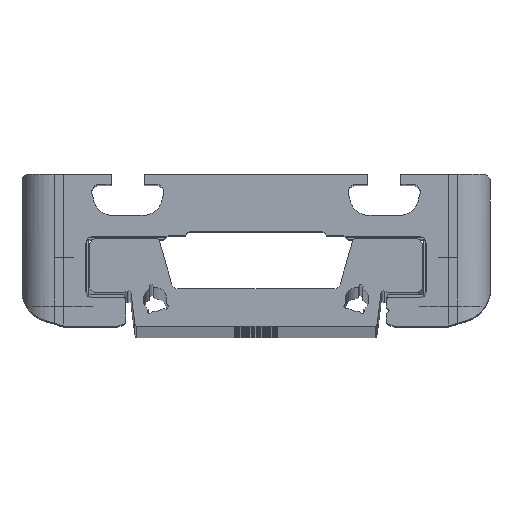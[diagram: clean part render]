
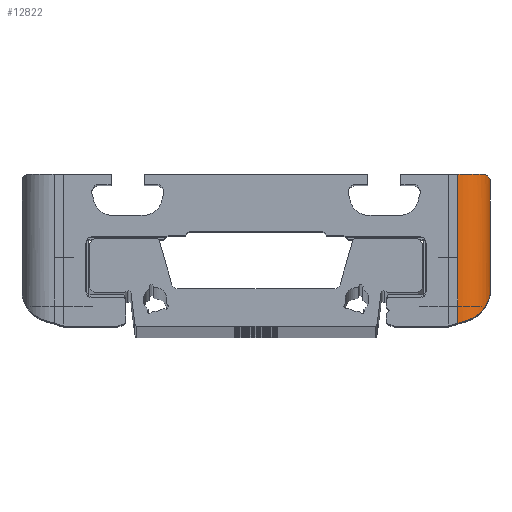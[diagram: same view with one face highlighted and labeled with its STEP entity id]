
A CAD part, top view. The second image highlights one B-rep face of the part: STEP entity #12822.
In plain terms, the highlighted cylindrical face has radius 5 mm (diameter 10 mm), a partial arc.
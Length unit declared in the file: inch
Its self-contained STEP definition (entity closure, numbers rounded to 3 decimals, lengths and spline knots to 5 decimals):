
#330 =( BOUNDED_CURVE ( )  B_SPLINE_CURVE ( 3, ( #8850, #1968, #11012, #4388 ),
 .UNSPECIFIED., .F., .F. ) 
 B_SPLINE_CURVE_WITH_KNOTS ( ( 4, 4 ),
 ( 6.15088, 6.28319 ),
 .UNSPECIFIED. ) 
 CURVE ( )  GEOMETRIC_REPRESENTATION_ITEM ( )  RATIONAL_B_SPLINE_CURVE ( ( 1., 0.999, 0.999, 1. ) ) 
 REPRESENTATION_ITEM ( '' )  );
#506 = CARTESIAN_POINT ( 'NONE',  ( 1.40739, 0.93978, -0.09294 ) ) ;
#713 = CARTESIAN_POINT ( 'NONE',  ( 1.24016, 0.02768, 0. ) ) ;
#973 = VECTOR ( 'NONE', #7525, 39.37008 ) ;
#1236 = DIRECTION ( 'NONE',  ( 0., -1., 0. ) ) ;
#1356 = CARTESIAN_POINT ( 'NONE',  ( 1.43701, 0.90748, -0.19685 ) ) ;
#1499 = CARTESIAN_POINT ( 'NONE',  ( 1.27902, 0.03956, -0.00289 ) ) ;
#1561 = CARTESIAN_POINT ( 'NONE',  ( 1.40887, 0.11206, -0.07539 ) ) ;
#1580 = ORIENTED_EDGE ( 'NONE', *, *, #11283, .F. ) ;
#1583 = CARTESIAN_POINT ( 'NONE',  ( 1.2597, 0.03365, 0. ) ) ;
#1801 =( BOUNDED_CURVE ( )  B_SPLINE_CURVE ( 3, ( #7318, #2940, #506, #1804 ),
 .UNSPECIFIED., .F., .T. ) 
 B_SPLINE_CURVE_WITH_KNOTS ( ( 4, 4 ),
 ( 5.6923, 5.74468 ),
 .UNSPECIFIED. ) 
 CURVE ( )  GEOMETRIC_REPRESENTATION_ITEM ( )  RATIONAL_B_SPLINE_CURVE ( ( 1., 1., 1., 1. ) ) 
 REPRESENTATION_ITEM ( '' )  );
#1804 = CARTESIAN_POINT ( 'NONE',  ( 1.40915, 0.93924, -0.09589 ) ) ;
#1968 = CARTESIAN_POINT ( 'NONE',  ( 1.43643, 0.90936, -0.17949 ) ) ;
#1988 = DIRECTION ( 'NONE',  ( 0., 1., 0. ) ) ;
#2062 = ORIENTED_EDGE ( 'NONE', *, *, #13521, .F. ) ;
#2190 = VERTEX_POINT ( 'NONE', #9494 ) ;
#2488 = CARTESIAN_POINT ( 'NONE',  ( 1.24016, 0.02768, 0. ) ) ;
#2551 = CARTESIAN_POINT ( 'NONE',  ( 1.43529, 0.91311, -0.17088 ) ) ;
#2842 = CARTESIAN_POINT ( 'NONE',  ( 1.24016, 0.00993, 0. ) ) ;
#2940 = CARTESIAN_POINT ( 'NONE',  ( 1.40555, 0.94035, -0.09004 ) ) ;
#3196 = ORIENTED_EDGE ( 'NONE', *, *, #13850, .F. ) ;
#3272 = B_SPLINE_CURVE_WITH_KNOTS ( 'NONE', 3,
 ( #7233, #14387, #8512, #8596, #7310, #2551 ),
 .UNSPECIFIED., .F., .F.,
 ( 4, 2, 4 ),
 ( 0., 0.00106, 0.00213 ),
 .UNSPECIFIED. ) ;
#3355 =( BOUNDED_CURVE ( )  B_SPLINE_CURVE ( 3, ( #5770, #10368, #4785, #3424 ),
 .UNSPECIFIED., .F., .T. ) 
 B_SPLINE_CURVE_WITH_KNOTS ( ( 4, 4 ),
 ( 3.14159, 3.4383 ),
 .UNSPECIFIED. ) 
 CURVE ( )  GEOMETRIC_REPRESENTATION_ITEM ( )  RATIONAL_B_SPLINE_CURVE ( ( 1., 0.993, 0.993, 1. ) ) 
 REPRESENTATION_ITEM ( '' )  );
#3398 = EDGE_LOOP ( 'NONE', ( #12647, #8921, #3196, #3897, #2062, #8220, #6890, #9574, #1580 ) ) ;
#3424 = CARTESIAN_POINT ( 'NONE',  ( 1.42841, 0.17597, -0.1393 ) ) ;
#3426 = VERTEX_POINT ( 'NONE', #713 ) ;
#3738 = CARTESIAN_POINT ( 'NONE',  ( 1.29771, 0.04527, -0.0086 ) ) ;
#3897 = ORIENTED_EDGE ( 'NONE', *, *, #14313, .F. ) ;
#3913 = EDGE_CURVE ( 'NONE', #11456, #10783, #330, .T. ) ;
#3939 = VECTOR ( 'NONE', #1236, 39.37008 ) ;
#4219 = EDGE_CURVE ( 'NONE', #12395, #11456, #3272, .T. ) ;
#4235 = CARTESIAN_POINT ( 'NONE',  ( 1.43529, 0.91311, -0.17088 ) ) ;
#4388 = CARTESIAN_POINT ( 'NONE',  ( 1.43701, 0.90748, -0.19685 ) ) ;
#4600 = VERTEX_POINT ( 'NONE', #4730 ) ;
#4616 = CYLINDRICAL_SURFACE ( 'NONE', #8096, 0.19685 ) ;
#4706 = CARTESIAN_POINT ( 'NONE',  ( 1.40915, 0.93924, -0.09589 ) ) ;
#4730 = CARTESIAN_POINT ( 'NONE',  ( 1.24016, 0.94093, 0. ) ) ;
#4785 = CARTESIAN_POINT ( 'NONE',  ( 1.43412, 0.19466, -0.15798 ) ) ;
#4861 = CIRCLE ( 'NONE', #6795, 0.19685 ) ;
#5390 = EDGE_CURVE ( 'NONE', #4600, #2190, #4861, .T. ) ;
#5753 = FACE_OUTER_BOUND ( 'NONE', #3398, .T. ) ;
#5770 = CARTESIAN_POINT ( 'NONE',  ( 1.43701, 0.2041, -0.19685 ) ) ;
#6022 = VERTEX_POINT ( 'NONE', #7214 ) ;
#6591 = DIRECTION ( 'NONE',  ( 0., 0., 1. ) ) ;
#6795 = AXIS2_PLACEMENT_3D ( 'NONE', #10073, #1988, #6591 ) ;
#6890 = ORIENTED_EDGE ( 'NONE', *, *, #3913, .F. ) ;
#7214 = CARTESIAN_POINT ( 'NONE',  ( 1.42841, 0.17597, -0.1393 ) ) ;
#7233 = CARTESIAN_POINT ( 'NONE',  ( 1.40915, 0.93924, -0.09589 ) ) ;
#7310 = CARTESIAN_POINT ( 'NONE',  ( 1.43358, 0.9187, -0.15803 ) ) ;
#7318 = CARTESIAN_POINT ( 'NONE',  ( 1.40363, 0.94093, -0.08719 ) ) ;
#7525 = DIRECTION ( 'NONE',  ( 0., 1., 0. ) ) ;
#8096 = AXIS2_PLACEMENT_3D ( 'NONE', #9221, #8102, #12741 ) ;
#8102 = DIRECTION ( 'NONE',  ( 0., -1., 0. ) ) ;
#8218 = VERTEX_POINT ( 'NONE', #12888 ) ;
#8220 = ORIENTED_EDGE ( 'NONE', *, *, #9851, .F. ) ;
#8392 = CARTESIAN_POINT ( 'NONE',  ( 1.29771, 0.04527, -0.0086 ) ) ;
#8512 = CARTESIAN_POINT ( 'NONE',  ( 1.42193, 0.93321, -0.12014 ) ) ;
#8596 = CARTESIAN_POINT ( 'NONE',  ( 1.43058, 0.92405, -0.14523 ) ) ;
#8850 = CARTESIAN_POINT ( 'NONE',  ( 1.43529, 0.91311, -0.17088 ) ) ;
#8921 = ORIENTED_EDGE ( 'NONE', *, *, #11642, .F. ) ;
#9221 = CARTESIAN_POINT ( 'NONE',  ( 1.24016, 0.00993, -0.19685 ) ) ;
#9494 = CARTESIAN_POINT ( 'NONE',  ( 1.40363, 0.94093, -0.08719 ) ) ;
#9574 = ORIENTED_EDGE ( 'NONE', *, *, #4219, .F. ) ;
#9851 = EDGE_CURVE ( 'NONE', #10783, #8218, #12565, .T. ) ;
#10073 = CARTESIAN_POINT ( 'NONE',  ( 1.24016, 0.94093, -0.19685 ) ) ;
#10103 =( BOUNDED_CURVE ( )  B_SPLINE_CURVE ( 3, ( #8392, #1499, #1583, #2488 ),
 .UNSPECIFIED., .F., .T. ) 
 B_SPLINE_CURVE_WITH_KNOTS ( ( 4, 4 ),
 ( 4.41568, 4.71239 ),
 .UNSPECIFIED. ) 
 CURVE ( )  GEOMETRIC_REPRESENTATION_ITEM ( )  RATIONAL_B_SPLINE_CURVE ( ( 1., 0.993, 0.993, 1. ) ) 
 REPRESENTATION_ITEM ( '' )  );
#10368 = CARTESIAN_POINT ( 'NONE',  ( 1.43701, 0.2041, -0.17731 ) ) ;
#10777 = CARTESIAN_POINT ( 'NONE',  ( 1.42841, 0.17597, -0.1393 ) ) ;
#10783 = VERTEX_POINT ( 'NONE', #1356 ) ;
#11012 = CARTESIAN_POINT ( 'NONE',  ( 1.43701, 0.90748, -0.18816 ) ) ;
#11283 = EDGE_CURVE ( 'NONE', #2190, #12395, #1801, .T. ) ;
#11374 = CARTESIAN_POINT ( 'NONE',  ( 1.43701, 0.00993, -0.19685 ) ) ;
#11456 = VERTEX_POINT ( 'NONE', #4235 ) ;
#11642 = EDGE_CURVE ( 'NONE', #3426, #4600, #11972, .T. ) ;
#11895 = CARTESIAN_POINT ( 'NONE',  ( 1.36162, 0.06481, -0.02814 ) ) ;
#11972 = LINE ( 'NONE', #2842, #973 ) ;
#12395 = VERTEX_POINT ( 'NONE', #4706 ) ;
#12565 = LINE ( 'NONE', #11374, #3939 ) ;
#12647 = ORIENTED_EDGE ( 'NONE', *, *, #5390, .F. ) ;
#12741 = DIRECTION ( 'NONE',  ( 0., 0., -1. ) ) ;
#12822 = ADVANCED_FACE ( 'NONE', ( #5753 ), #4616, .T. ) ;
#12888 = CARTESIAN_POINT ( 'NONE',  ( 1.43701, 0.2041, -0.19685 ) ) ;
#13017 = CARTESIAN_POINT ( 'NONE',  ( 1.29771, 0.04527, -0.0086 ) ) ;
#13521 = EDGE_CURVE ( 'NONE', #8218, #6022, #3355, .T. ) ;
#13561 =( BOUNDED_CURVE ( )  B_SPLINE_CURVE ( 3, ( #10777, #1561, #11895, #13017 ),
 .UNSPECIFIED., .F., .T. ) 
 B_SPLINE_CURVE_WITH_KNOTS ( ( 4, 4 ),
 ( 5.00909, 5.98648 ),
 .UNSPECIFIED. ) 
 CURVE ( )  GEOMETRIC_REPRESENTATION_ITEM ( )  RATIONAL_B_SPLINE_CURVE ( ( 1., 0.922, 0.922, 1. ) ) 
 REPRESENTATION_ITEM ( '' )  );
#13850 = EDGE_CURVE ( 'NONE', #14640, #3426, #10103, .T. ) ;
#14313 = EDGE_CURVE ( 'NONE', #6022, #14640, #13561, .T. ) ;
#14387 = CARTESIAN_POINT ( 'NONE',  ( 1.41633, 0.93705, -0.10792 ) ) ;
#14640 = VERTEX_POINT ( 'NONE', #3738 ) ;
